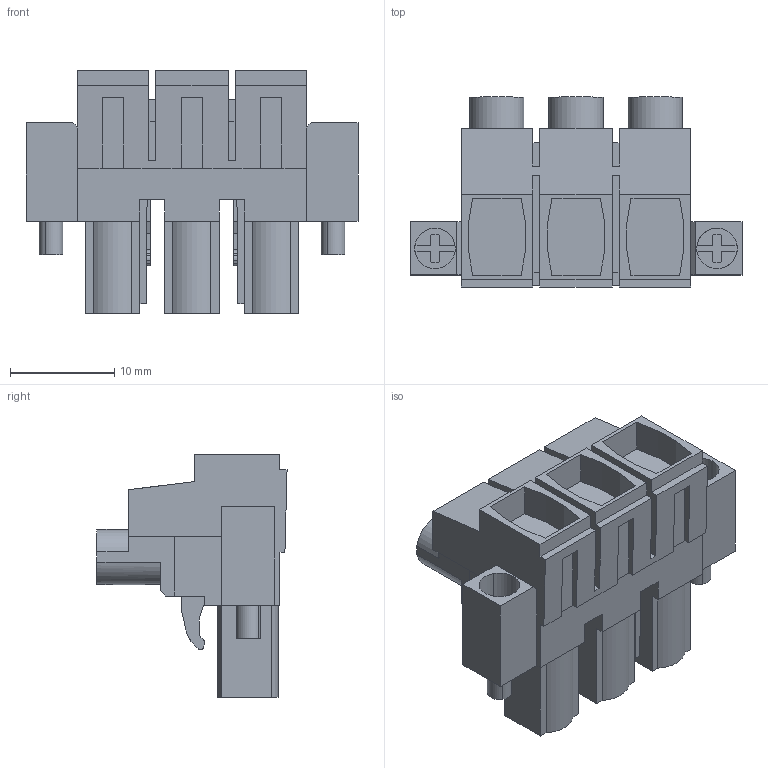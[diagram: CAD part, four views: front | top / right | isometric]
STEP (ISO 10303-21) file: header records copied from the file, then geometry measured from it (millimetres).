
FILE_DESCRIPTION(('CATIA V5 STEP Exchange','CAx-IF Rec.Pracs.--- Model Styling and Organization---1.2---2011-12-15'),'2;1');
FILE_NAME ('D1448475_0_1095690000_1095690000.stp','2017-06-08T10:36:18+00:00',('none'),('Weidmueller'),'CATIA Version 5-6 Release 2014','CATIA V5 STEP AP214','none');
FILE_SCHEMA(('AUTOMOTIVE_DESIGN { 1 0 10303 214 1 1 1 1 }'));
Length unit declared in the file: millimetre
Products named in the file (1): 1095690000
Bounding box: 31.92 x 18.28 x 23.35 mm (x, y, z)
Volume: 4524.9 mm3; surface area: 4223.1 mm2
Topology: 6 solids, 6 shells, 374 faces, 1022 edges, 678 vertices
Faces by surface type: plane 303, cylinder 63, extrusion 8
Entity records: 11317 total; most frequent: CARTESIAN_POINT 2210, ORIENTED_EDGE 2044, DIRECTION 1554, EDGE_CURVE 1022, VECTOR 841, LINE 833, VERTEX_POINT 678, AXIS2_PLACEMENT_3D 429
